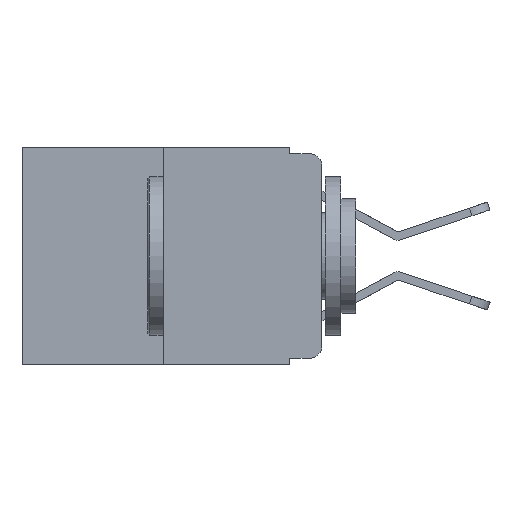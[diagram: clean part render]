
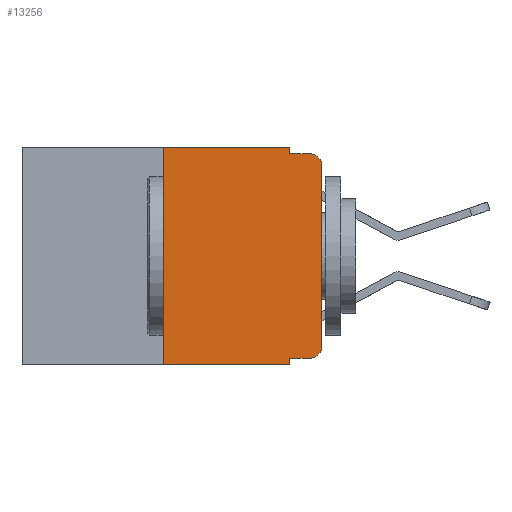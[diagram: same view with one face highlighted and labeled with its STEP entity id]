
A CAD part, left-side view. The second image highlights one B-rep face of the part: STEP entity #13256.
In plain terms, the highlighted planar face has unit normal (-1, 0, 0).
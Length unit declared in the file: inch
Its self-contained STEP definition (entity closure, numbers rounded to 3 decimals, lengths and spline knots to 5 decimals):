
#406 = DIRECTION ( 'NONE',  ( 0., 0., -1. ) ) ;
#943 = VERTEX_POINT ( 'NONE', #3948 ) ;
#1059 = LINE ( 'NONE', #3277, #9743 ) ;
#1121 = VECTOR ( 'NONE', #10652, 39.37008 ) ;
#1176 = AXIS2_PLACEMENT_3D ( 'NONE', #1924, #8523, #406 ) ;
#1552 = CARTESIAN_POINT ( 'NONE',  ( 0., 0., 0. ) ) ;
#1924 = CARTESIAN_POINT ( 'NONE',  ( 0., 0.02, -0.313 ) ) ;
#2092 = VERTEX_POINT ( 'NONE', #14296 ) ;
#2396 = DIRECTION ( 'NONE',  ( 0., 0., 1. ) ) ;
#2736 = DIRECTION ( 'NONE',  ( -1., 0., 0. ) ) ;
#3003 = VERTEX_POINT ( 'NONE', #10264 ) ;
#3142 = VERTEX_POINT ( 'NONE', #6874 ) ;
#3232 = DIRECTION ( 'NONE',  ( 0., -1., 0. ) ) ;
#3277 = CARTESIAN_POINT ( 'NONE',  ( 0., 0.473, -0.343 ) ) ;
#3364 = DIRECTION ( 'NONE',  ( 1., 0., 0. ) ) ;
#3411 = VECTOR ( 'NONE', #3232, 39.37008 ) ;
#3426 = ORIENTED_EDGE ( 'NONE', *, *, #9215, .F. ) ;
#3531 = DIRECTION ( 'NONE',  ( 0., 0., -1. ) ) ;
#3948 = CARTESIAN_POINT ( 'NONE',  ( 0., 0., -0.03 ) ) ;
#4275 = VERTEX_POINT ( 'NONE', #8219 ) ;
#4479 = ORIENTED_EDGE ( 'NONE', *, *, #15804, .F. ) ;
#4641 = CARTESIAN_POINT ( 'NONE',  ( 0., 0.051, -0.01 ) ) ;
#4679 = DIRECTION ( 'NONE',  ( 0., -1., 0. ) ) ;
#4959 = LINE ( 'NONE', #12674, #15508 ) ;
#5111 = ORIENTED_EDGE ( 'NONE', *, *, #12509, .T. ) ;
#5468 = EDGE_CURVE ( 'NONE', #8859, #5894, #15918, .T. ) ;
#5484 = CARTESIAN_POINT ( 'NONE',  ( 0., 0.051, 0. ) ) ;
#5508 = EDGE_LOOP ( 'NONE', ( #6209, #7896, #4479, #7469, #8020, #6419, #8120, #3426, #5111, #10531 ) ) ;
#5894 = VERTEX_POINT ( 'NONE', #13345 ) ;
#6038 = CIRCLE ( 'NONE', #1176, 0.02 ) ;
#6065 = FACE_OUTER_BOUND ( 'NONE', #5508, .T. ) ;
#6209 = ORIENTED_EDGE ( 'NONE', *, *, #6376, .T. ) ;
#6376 = EDGE_CURVE ( 'NONE', #3003, #943, #9260, .T. ) ;
#6419 = ORIENTED_EDGE ( 'NONE', *, *, #11594, .F. ) ;
#6564 = CARTESIAN_POINT ( 'NONE',  ( 0., 0.051, -0.343 ) ) ;
#6682 = DIRECTION ( 'NONE',  ( 0., 0., -1. ) ) ;
#6815 = CIRCLE ( 'NONE', #16283, 0.02 ) ;
#6874 = CARTESIAN_POINT ( 'NONE',  ( 0., 0.25, -0.343 ) ) ;
#7469 = ORIENTED_EDGE ( 'NONE', *, *, #10669, .F. ) ;
#7682 = VECTOR ( 'NONE', #2396, 39.37008 ) ;
#7896 = ORIENTED_EDGE ( 'NONE', *, *, #9975, .T. ) ;
#8020 = ORIENTED_EDGE ( 'NONE', *, *, #5468, .F. ) ;
#8113 = DIRECTION ( 'NONE',  ( 0., -1., 0. ) ) ;
#8120 = ORIENTED_EDGE ( 'NONE', *, *, #8585, .T. ) ;
#8129 = CARTESIAN_POINT ( 'NONE',  ( 0., 0.02, -0.03 ) ) ;
#8219 = CARTESIAN_POINT ( 'NONE',  ( 0., 0.02, -0.01 ) ) ;
#8221 = AXIS2_PLACEMENT_3D ( 'NONE', #15048, #3364, #3531 ) ;
#8277 = CARTESIAN_POINT ( 'NONE',  ( 0., 0.473, 0. ) ) ;
#8297 = VERTEX_POINT ( 'NONE', #4641 ) ;
#8523 = DIRECTION ( 'NONE',  ( -1., 0., 0. ) ) ;
#8585 = EDGE_CURVE ( 'NONE', #3142, #10874, #1059, .T. ) ;
#8820 = LINE ( 'NONE', #10493, #7682 ) ;
#8855 = DIRECTION ( 'NONE',  ( 0., 0., -1. ) ) ;
#8859 = VERTEX_POINT ( 'NONE', #13793 ) ;
#9157 = VECTOR ( 'NONE', #8113, 39.37008 ) ;
#9215 = EDGE_CURVE ( 'NONE', #13571, #10874, #14629, .T. ) ;
#9260 = LINE ( 'NONE', #1552, #11904 ) ;
#9657 = LINE ( 'NONE', #11098, #3411 ) ;
#9743 = VECTOR ( 'NONE', #12582, 39.37008 ) ;
#9975 = EDGE_CURVE ( 'NONE', #943, #4275, #6815, .T. ) ;
#10264 = CARTESIAN_POINT ( 'NONE',  ( 0., 0., -0.313 ) ) ;
#10400 = VECTOR ( 'NONE', #4679, 39.37008 ) ;
#10493 = CARTESIAN_POINT ( 'NONE',  ( 0., 0.25, 0. ) ) ;
#10531 = ORIENTED_EDGE ( 'NONE', *, *, #11900, .T. ) ;
#10652 = DIRECTION ( 'NONE',  ( 0., 0., -1. ) ) ;
#10669 = EDGE_CURVE ( 'NONE', #5894, #8297, #4959, .T. ) ;
#10874 = VERTEX_POINT ( 'NONE', #6564 ) ;
#11098 = CARTESIAN_POINT ( 'NONE',  ( 0., 0.051, -0.01 ) ) ;
#11216 = LINE ( 'NONE', #12656, #10400 ) ;
#11320 = PLANE ( 'NONE',  #8221 ) ;
#11594 = EDGE_CURVE ( 'NONE', #3142, #8859, #8820, .T. ) ;
#11900 = EDGE_CURVE ( 'NONE', #2092, #3003, #6038, .T. ) ;
#11904 = VECTOR ( 'NONE', #12305, 39.37008 ) ;
#12256 = CARTESIAN_POINT ( 'NONE',  ( 0., 0.051, -0.333 ) ) ;
#12305 = DIRECTION ( 'NONE',  ( 0., 0., 1. ) ) ;
#12509 = EDGE_CURVE ( 'NONE', #13571, #2092, #11216, .T. ) ;
#12582 = DIRECTION ( 'NONE',  ( 0., -1., 0. ) ) ;
#12656 = CARTESIAN_POINT ( 'NONE',  ( 0., 0.051, -0.333 ) ) ;
#12674 = CARTESIAN_POINT ( 'NONE',  ( 0., 0.051, 0. ) ) ;
#13256 = ADVANCED_FACE ( 'NONE', ( #6065 ), #11320, .F. ) ;
#13345 = CARTESIAN_POINT ( 'NONE',  ( 0., 0.051, 0. ) ) ;
#13571 = VERTEX_POINT ( 'NONE', #12256 ) ;
#13793 = CARTESIAN_POINT ( 'NONE',  ( 0., 0.25, 0. ) ) ;
#14296 = CARTESIAN_POINT ( 'NONE',  ( 0., 0.02, -0.333 ) ) ;
#14629 = LINE ( 'NONE', #5484, #1121 ) ;
#15048 = CARTESIAN_POINT ( 'NONE',  ( 0., 0.473, 0. ) ) ;
#15508 = VECTOR ( 'NONE', #8855, 39.37008 ) ;
#15804 = EDGE_CURVE ( 'NONE', #8297, #4275, #9657, .T. ) ;
#15918 = LINE ( 'NONE', #8277, #9157 ) ;
#16283 = AXIS2_PLACEMENT_3D ( 'NONE', #8129, #2736, #6682 ) ;
